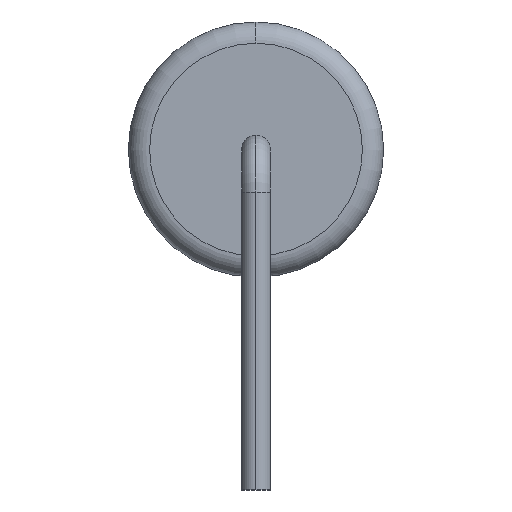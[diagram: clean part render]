
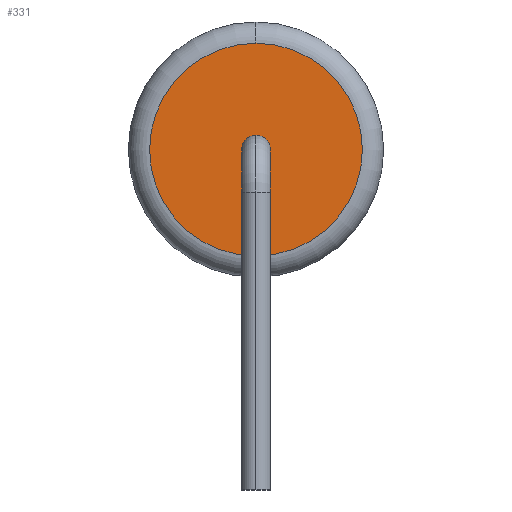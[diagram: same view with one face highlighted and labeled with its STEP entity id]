
A CAD part, left-side view. The second image highlights one B-rep face of the part: STEP entity #331.
In plain terms, the highlighted planar face has unit normal (-1, 0, 0).
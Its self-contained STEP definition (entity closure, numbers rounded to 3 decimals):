
#6 = DIRECTION ( 'NONE',  ( -1., 0., 0. ) ) ;
#331 = ADVANCED_FACE ( 'NONE', ( #10017, #10892 ), #5527, .F. ) ;
#543 = CIRCLE ( 'NONE', #5404, 2.5 ) ;
#547 = DIRECTION ( 'NONE',  ( 0., 0., -1. ) ) ;
#826 = DIRECTION ( 'NONE',  ( 0., 0., 1. ) ) ;
#1045 = VERTEX_POINT ( 'NONE', #11853 ) ;
#2651 = EDGE_CURVE ( 'NONE', #7846, #1045, #10974, .T. ) ;
#3033 = VERTEX_POINT ( 'NONE', #4939 ) ;
#3976 = AXIS2_PLACEMENT_3D ( 'NONE', #13895, #10582, #826 ) ;
#4143 = ORIENTED_EDGE ( 'NONE', *, *, #8865, .F. ) ;
#4939 = CARTESIAN_POINT ( 'NONE',  ( -8.75, 0., 2.5 ) ) ;
#5166 = EDGE_LOOP ( 'NONE', ( #4143, #11842 ) ) ;
#5404 = AXIS2_PLACEMENT_3D ( 'NONE', #5451, #6, #12269 ) ;
#5451 = CARTESIAN_POINT ( 'NONE',  ( -8.75, 0., 0. ) ) ;
#5527 = PLANE ( 'NONE',  #10764 ) ;
#5911 = DIRECTION ( 'NONE',  ( 0., 0., -1. ) ) ;
#6376 = CARTESIAN_POINT ( 'NONE',  ( -8.75, 0., -0.34 ) ) ;
#6566 = AXIS2_PLACEMENT_3D ( 'NONE', #6922, #9167, #5911 ) ;
#6911 = EDGE_CURVE ( 'NONE', #3033, #7137, #543, .T. ) ;
#6922 = CARTESIAN_POINT ( 'NONE',  ( -8.75, 0., 0. ) ) ;
#6933 = DIRECTION ( 'NONE',  ( -1., 0., 0. ) ) ;
#7137 = VERTEX_POINT ( 'NONE', #8421 ) ;
#7846 = VERTEX_POINT ( 'NONE', #6376 ) ;
#8016 = DIRECTION ( 'NONE',  ( 0., 0., -1. ) ) ;
#8328 = CARTESIAN_POINT ( 'NONE',  ( -8.75, 0., 0. ) ) ;
#8421 = CARTESIAN_POINT ( 'NONE',  ( -8.75, 0., -2.5 ) ) ;
#8865 = EDGE_CURVE ( 'NONE', #1045, #7846, #11466, .T. ) ;
#9167 = DIRECTION ( 'NONE',  ( -1., 0., 0. ) ) ;
#9865 = ORIENTED_EDGE ( 'NONE', *, *, #10798, .T. ) ;
#10017 = FACE_BOUND ( 'NONE', #5166, .T. ) ;
#10309 = AXIS2_PLACEMENT_3D ( 'NONE', #8328, #6933, #547 ) ;
#10582 = DIRECTION ( 'NONE',  ( -1., 0., 0. ) ) ;
#10764 = AXIS2_PLACEMENT_3D ( 'NONE', #11271, #13718, #8016 ) ;
#10798 = EDGE_CURVE ( 'NONE', #7137, #3033, #12751, .T. ) ;
#10892 = FACE_OUTER_BOUND ( 'NONE', #12906, .T. ) ;
#10974 = CIRCLE ( 'NONE', #6566, 0.34 ) ;
#11271 = CARTESIAN_POINT ( 'NONE',  ( -8.75, 0., 0. ) ) ;
#11466 = CIRCLE ( 'NONE', #10309, 0.34 ) ;
#11842 = ORIENTED_EDGE ( 'NONE', *, *, #2651, .F. ) ;
#11853 = CARTESIAN_POINT ( 'NONE',  ( -8.75, 0., 0.34 ) ) ;
#12269 = DIRECTION ( 'NONE',  ( 0., 0., 1. ) ) ;
#12751 = CIRCLE ( 'NONE', #3976, 2.5 ) ;
#12906 = EDGE_LOOP ( 'NONE', ( #13324, #9865 ) ) ;
#13324 = ORIENTED_EDGE ( 'NONE', *, *, #6911, .T. ) ;
#13718 = DIRECTION ( 'NONE',  ( 1., 0., 0. ) ) ;
#13895 = CARTESIAN_POINT ( 'NONE',  ( -8.75, 0., 0. ) ) ;
